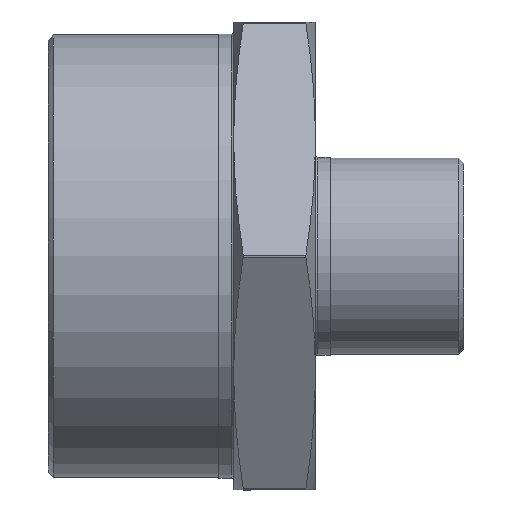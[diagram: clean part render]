
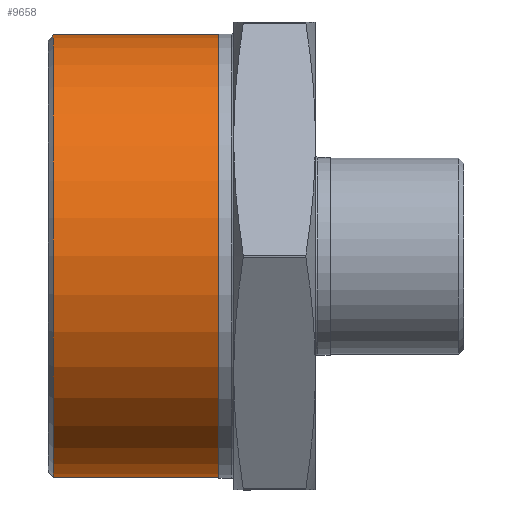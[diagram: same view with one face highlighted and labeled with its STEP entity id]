
A CAD part, front view. The second image highlights one B-rep face of the part: STEP entity #9658.
In plain terms, the highlighted cylindrical face has radius 29.807 mm (diameter 59.614 mm), a full revolution.
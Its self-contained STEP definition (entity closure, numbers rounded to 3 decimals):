
#139 = CIRCLE ( 'NONE', #163, 29.807 ) ;
#144 = CIRCLE ( 'NONE', #149, 29.807 ) ;
#149 = AXIS2_PLACEMENT_3D ( 'NONE', #4239, #4261, #4233 ) ;
#163 = AXIS2_PLACEMENT_3D ( 'NONE', #4342, #4343, #4347 ) ;
#1190 = VERTEX_POINT ( 'NONE', #1192 ) ;
#1192 = CARTESIAN_POINT ( 'NONE',  ( -7.5, 0., 29.807 ) ) ;
#1255 = VERTEX_POINT ( 'NONE', #1269 ) ;
#1269 = CARTESIAN_POINT ( 'NONE',  ( -29.8, 0., 29.807 ) ) ;
#2518 = EDGE_LOOP ( 'NONE', ( #10383 ) ) ;
#2569 = EDGE_LOOP ( 'NONE', ( #10316 ) ) ;
#4233 = DIRECTION ( 'NONE',  ( 0., 0., 1. ) ) ;
#4239 = CARTESIAN_POINT ( 'NONE',  ( -7.5, 0., 0. ) ) ;
#4261 = DIRECTION ( 'NONE',  ( -1., 0., 0. ) ) ;
#4342 = CARTESIAN_POINT ( 'NONE',  ( -29.8, 0., 0. ) ) ;
#4343 = DIRECTION ( 'NONE',  ( -1., 0., 0. ) ) ;
#4347 = DIRECTION ( 'NONE',  ( 0., 0., 1. ) ) ;
#9004 = FACE_OUTER_BOUND ( 'NONE', #2518, .T. ) ;
#9030 = CYLINDRICAL_SURFACE ( 'NONE', #12977, 29.807 ) ;
#9031 = CARTESIAN_POINT ( 'NONE',  ( 0., 0., 0. ) ) ;
#9072 = DIRECTION ( 'NONE',  ( -1., 0., 0. ) ) ;
#9076 = FACE_OUTER_BOUND ( 'NONE', #2569, .T. ) ;
#9077 = DIRECTION ( 'NONE',  ( 0., 0., 1. ) ) ;
#9658 = ADVANCED_FACE ( 'NONE', ( #9004, #9076 ), #9030, .T. ) ;
#9952 = EDGE_CURVE ( 'NONE', #1190, #1190, #144, .T. ) ;
#9977 = EDGE_CURVE ( 'NONE', #1255, #1255, #139, .T. ) ;
#10316 = ORIENTED_EDGE ( 'NONE', *, *, #9977, .F. ) ;
#10383 = ORIENTED_EDGE ( 'NONE', *, *, #9952, .T. ) ;
#12977 = AXIS2_PLACEMENT_3D ( 'NONE', #9031, #9072, #9077 ) ;
